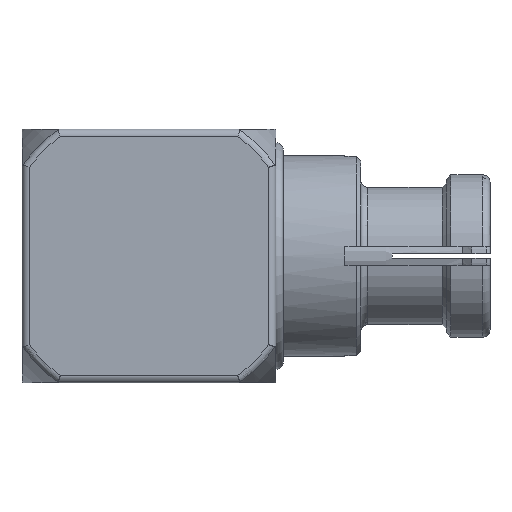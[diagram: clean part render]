
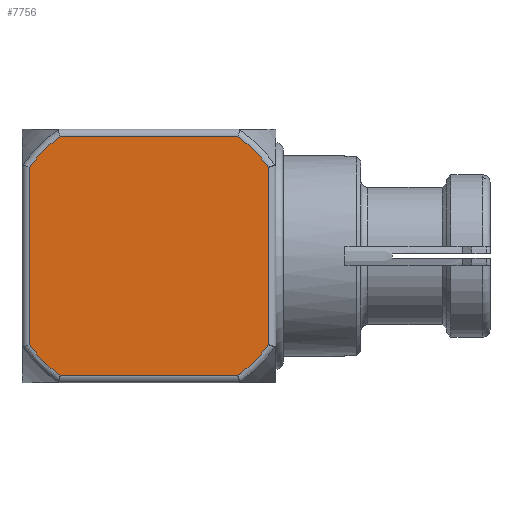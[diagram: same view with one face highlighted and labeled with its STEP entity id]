
A CAD part, front view. The second image highlights one B-rep face of the part: STEP entity #7756.
In plain terms, the highlighted planar face has unit normal (0, -1, 0).
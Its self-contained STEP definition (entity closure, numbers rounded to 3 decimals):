
#18 = CIRCLE ( 'NONE', #9332, 2.054 ) ;
#132 = DIRECTION ( 'NONE',  ( 0., -1., 0. ) ) ;
#335 = AXIS2_PLACEMENT_3D ( 'NONE', #2614, #7961, #3380 ) ;
#371 = ORIENTED_EDGE ( 'NONE', *, *, #1591, .T. ) ;
#445 = DIRECTION ( 'NONE',  ( 0., 0., -1. ) ) ;
#584 = AXIS2_PLACEMENT_3D ( 'NONE', #9039, #4474, #9785 ) ;
#614 = ORIENTED_EDGE ( 'NONE', *, *, #9508, .T. ) ;
#641 = EDGE_CURVE ( 'NONE', #4812, #4903, #9522, .T. ) ;
#745 = LINE ( 'NONE', #8781, #8635 ) ;
#1049 = CARTESIAN_POINT ( 'NONE',  ( -3.4, -1.75, -1.223 ) ) ;
#1150 = ORIENTED_EDGE ( 'NONE', *, *, #9731, .T. ) ;
#1188 = VERTEX_POINT ( 'NONE', #5585 ) ;
#1322 = DIRECTION ( 'NONE',  ( 1., 0., 0. ) ) ;
#1551 = ORIENTED_EDGE ( 'NONE', *, *, #3414, .T. ) ;
#1591 = EDGE_CURVE ( 'NONE', #7110, #3190, #745, .T. ) ;
#2037 = LINE ( 'NONE', #9567, #4071 ) ;
#2250 = DIRECTION ( 'NONE',  ( 0., -1., 0. ) ) ;
#2503 = AXIS2_PLACEMENT_3D ( 'NONE', #6839, #2250, #7585 ) ;
#2614 = CARTESIAN_POINT ( 'NONE',  ( 0., -1.75, 0. ) ) ;
#2630 = AXIS2_PLACEMENT_3D ( 'NONE', #4698, #132, #5444 ) ;
#2919 = DIRECTION ( 'NONE',  ( 0., -1., 0. ) ) ;
#3130 = CIRCLE ( 'NONE', #584, 2.054 ) ;
#3184 = CIRCLE ( 'NONE', #2630, 2.054 ) ;
#3190 = VERTEX_POINT ( 'NONE', #8353 ) ;
#3349 = PLANE ( 'NONE',  #335 ) ;
#3380 = DIRECTION ( 'NONE',  ( 0., 0., -1. ) ) ;
#3414 = EDGE_CURVE ( 'NONE', #4903, #7110, #18, .T. ) ;
#3466 = EDGE_CURVE ( 'NONE', #7100, #4812, #5116, .T. ) ;
#3492 = VERTEX_POINT ( 'NONE', #8330 ) ;
#3966 = EDGE_CURVE ( 'NONE', #3492, #1188, #3184, .T. ) ;
#4071 = VECTOR ( 'NONE', #445, 1000. ) ;
#4474 = DIRECTION ( 'NONE',  ( 0., -1., 0. ) ) ;
#4698 = CARTESIAN_POINT ( 'NONE',  ( -1.75, -1.75, 0. ) ) ;
#4733 = ORIENTED_EDGE ( 'NONE', *, *, #9410, .T. ) ;
#4812 = VERTEX_POINT ( 'NONE', #9711 ) ;
#4883 = CARTESIAN_POINT ( 'NONE',  ( -0.1, -1.75, -1.223 ) ) ;
#4903 = VERTEX_POINT ( 'NONE', #9537 ) ;
#4937 = DIRECTION ( 'NONE',  ( 0., 0., 1. ) ) ;
#5116 = CIRCLE ( 'NONE', #2503, 2.054 ) ;
#5444 = DIRECTION ( 'NONE',  ( 0., 0., -1. ) ) ;
#5585 = CARTESIAN_POINT ( 'NONE',  ( -3.4, -1.75, 1.223 ) ) ;
#5847 = VERTEX_POINT ( 'NONE', #6881 ) ;
#5856 = ORIENTED_EDGE ( 'NONE', *, *, #641, .T. ) ;
#6825 = ORIENTED_EDGE ( 'NONE', *, *, #3966, .T. ) ;
#6839 = CARTESIAN_POINT ( 'NONE',  ( -1.75, -1.75, 0. ) ) ;
#6881 = CARTESIAN_POINT ( 'NONE',  ( -0.527, -1.75, 1.65 ) ) ;
#7100 = VERTEX_POINT ( 'NONE', #1049 ) ;
#7110 = VERTEX_POINT ( 'NONE', #4883 ) ;
#7282 = VECTOR ( 'NONE', #1322, 1000. ) ;
#7369 = EDGE_LOOP ( 'NONE', ( #614, #9064, #5856, #1551, #371, #1150, #4733, #6825 ) ) ;
#7486 = CARTESIAN_POINT ( 'NONE',  ( -1.75, -1.75, 0. ) ) ;
#7585 = DIRECTION ( 'NONE',  ( 0., 0., -1. ) ) ;
#7756 = ADVANCED_FACE ( 'NONE', ( #9631 ), #3349, .T. ) ;
#7961 = DIRECTION ( 'NONE',  ( 0., -1., 0. ) ) ;
#8261 = DIRECTION ( 'NONE',  ( 0., 0., -1. ) ) ;
#8330 = CARTESIAN_POINT ( 'NONE',  ( -2.973, -1.75, 1.65 ) ) ;
#8353 = CARTESIAN_POINT ( 'NONE',  ( -0.1, -1.75, 1.223 ) ) ;
#8354 = DIRECTION ( 'NONE',  ( -1., 0., 0. ) ) ;
#8502 = VECTOR ( 'NONE', #8354, 1000. ) ;
#8635 = VECTOR ( 'NONE', #4937, 1000. ) ;
#8738 = LINE ( 'NONE', #9137, #8502 ) ;
#8781 = CARTESIAN_POINT ( 'NONE',  ( -0.1, -1.75, 0. ) ) ;
#9039 = CARTESIAN_POINT ( 'NONE',  ( -1.75, -1.75, 0. ) ) ;
#9064 = ORIENTED_EDGE ( 'NONE', *, *, #3466, .T. ) ;
#9137 = CARTESIAN_POINT ( 'NONE',  ( 0., -1.75, 1.65 ) ) ;
#9332 = AXIS2_PLACEMENT_3D ( 'NONE', #7486, #2919, #8261 ) ;
#9410 = EDGE_CURVE ( 'NONE', #5847, #3492, #8738, .T. ) ;
#9508 = EDGE_CURVE ( 'NONE', #1188, #7100, #2037, .T. ) ;
#9522 = LINE ( 'NONE', #9670, #7282 ) ;
#9537 = CARTESIAN_POINT ( 'NONE',  ( -0.527, -1.75, -1.65 ) ) ;
#9567 = CARTESIAN_POINT ( 'NONE',  ( -3.4, -1.75, -1.198 ) ) ;
#9631 = FACE_OUTER_BOUND ( 'NONE', #7369, .T. ) ;
#9670 = CARTESIAN_POINT ( 'NONE',  ( -0.552, -1.75, -1.65 ) ) ;
#9711 = CARTESIAN_POINT ( 'NONE',  ( -2.973, -1.75, -1.65 ) ) ;
#9731 = EDGE_CURVE ( 'NONE', #3190, #5847, #3130, .T. ) ;
#9785 = DIRECTION ( 'NONE',  ( 0., 0., -1. ) ) ;
